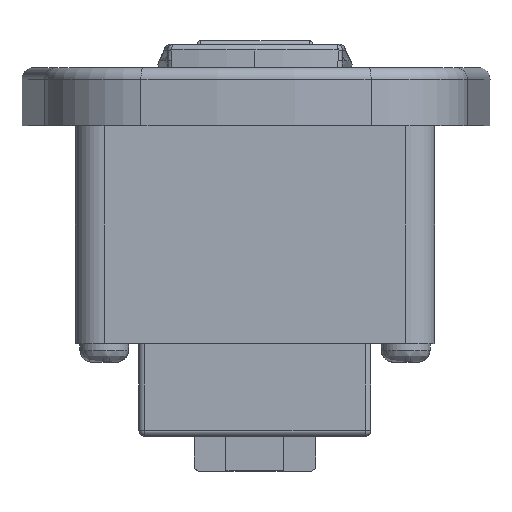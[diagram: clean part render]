
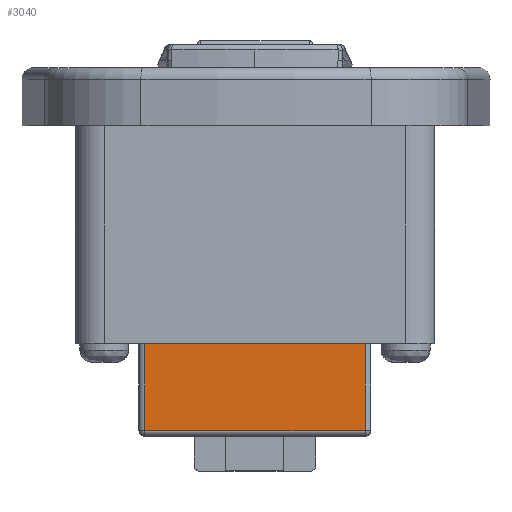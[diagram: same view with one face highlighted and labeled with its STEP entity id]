
A CAD part, left-side view. The second image highlights one B-rep face of the part: STEP entity #3040.
In plain terms, the highlighted planar face has unit normal (-1, 0, 0).
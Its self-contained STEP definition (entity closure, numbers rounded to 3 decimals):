
#721 = CARTESIAN_POINT ( 'NONE',  ( -39.026, 9.591, -23.891 ) ) ;
#1221 = VECTOR ( 'NONE', #17248, 1000. ) ;
#2233 = EDGE_CURVE ( 'NONE', #18831, #6996, #7197, .T. ) ;
#3040 = ADVANCED_FACE ( 'NONE', ( #22023 ), #19143, .T. ) ;
#4401 = CARTESIAN_POINT ( 'NONE',  ( -39.026, 9.591, -31.391 ) ) ;
#4791 = VECTOR ( 'NONE', #13341, 1000. ) ;
#6615 = ORIENTED_EDGE ( 'NONE', *, *, #17013, .F. ) ;
#6996 = VERTEX_POINT ( 'NONE', #12949 ) ;
#7197 = LINE ( 'NONE', #18984, #1221 ) ;
#8265 = EDGE_CURVE ( 'NONE', #10025, #21606, #14966, .T. ) ;
#8291 = CARTESIAN_POINT ( 'NONE',  ( -39.026, -9.909, -23.891 ) ) ;
#8840 = CARTESIAN_POINT ( 'NONE',  ( -39.026, 0.091, -31.391 ) ) ;
#9369 = CARTESIAN_POINT ( 'NONE',  ( -39.026, -9.409, -31.391 ) ) ;
#9596 = CARTESIAN_POINT ( 'NONE',  ( -39.026, -9.909, -23.891 ) ) ;
#10025 = VERTEX_POINT ( 'NONE', #14902 ) ;
#10033 = VECTOR ( 'NONE', #20436, 1000. ) ;
#10115 = DIRECTION ( 'NONE',  ( 0., 0., 1. ) ) ;
#10152 = ORIENTED_EDGE ( 'NONE', *, *, #13845, .T. ) ;
#12949 = CARTESIAN_POINT ( 'NONE',  ( -39.026, -9.409, -23.891 ) ) ;
#13056 = LINE ( 'NONE', #8840, #18472 ) ;
#13341 = DIRECTION ( 'NONE',  ( 0., 0., -1. ) ) ;
#13845 = EDGE_CURVE ( 'NONE', #6996, #10025, #19699, .T. ) ;
#14902 = CARTESIAN_POINT ( 'NONE',  ( -39.026, 9.591, -23.891 ) ) ;
#14966 = LINE ( 'NONE', #721, #4791 ) ;
#16927 = ORIENTED_EDGE ( 'NONE', *, *, #8265, .T. ) ;
#17013 = EDGE_CURVE ( 'NONE', #18831, #21606, #13056, .T. ) ;
#17248 = DIRECTION ( 'NONE',  ( 0., 0., 1. ) ) ;
#17739 = EDGE_LOOP ( 'NONE', ( #10152, #16927, #6615, #18078 ) ) ;
#18078 = ORIENTED_EDGE ( 'NONE', *, *, #2233, .T. ) ;
#18472 = VECTOR ( 'NONE', #21547, 1000. ) ;
#18831 = VERTEX_POINT ( 'NONE', #9369 ) ;
#18984 = CARTESIAN_POINT ( 'NONE',  ( -39.026, -9.409, -23.891 ) ) ;
#19143 = PLANE ( 'NONE',  #22684 ) ;
#19699 = LINE ( 'NONE', #9596, #10033 ) ;
#20436 = DIRECTION ( 'NONE',  ( 0., 1., 0. ) ) ;
#20957 = DIRECTION ( 'NONE',  ( -1., 0., 0. ) ) ;
#21547 = DIRECTION ( 'NONE',  ( 0., 1., 0. ) ) ;
#21606 = VERTEX_POINT ( 'NONE', #4401 ) ;
#22023 = FACE_OUTER_BOUND ( 'NONE', #17739, .T. ) ;
#22684 = AXIS2_PLACEMENT_3D ( 'NONE', #8291, #20957, #10115 ) ;
